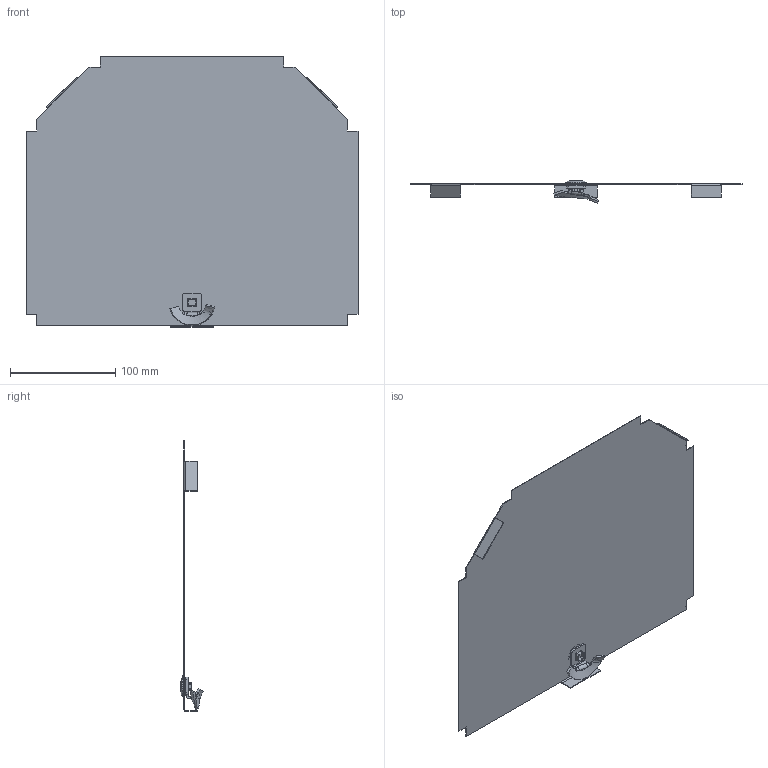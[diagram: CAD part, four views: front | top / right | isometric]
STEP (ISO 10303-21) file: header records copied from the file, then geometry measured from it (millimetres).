
FILE_DESCRIPTION (( 'STEP AP214' ), '1' );
FILE_NAME ('6038604.STEP', '2024-05-24T10:44:50', ( '' ), ( '' ), 'SwSTEP 2.0', 'SolidWorks 2022', '' );
FILE_SCHEMA (( 'AUTOMOTIVE_DESIGN' ));
Length unit declared in the file: millimetre
Products named in the file (4): 109905_quadratisch; 183773_NB 200; 6038604; 099600_Standard
Assembly tree (3 placements, depth 2):
  6038604
    183773_NB 200
    109905_quadratisch
    099600_Standard
Bounding box: 315.6 x 21.36 x 257.55 mm (x, y, z)
Volume: 60477.6 mm3; surface area: 157613.5 mm2
Topology: 3 solids, 3 shells, 162 faces, 410 edges, 257 vertices
Faces by surface type: plane 87, bspline 34, cylinder 24, cone 13, torus 4
Entity records: 7069 total; most frequent: CARTESIAN_POINT 3050, ORIENTED_EDGE 816, DIRECTION 641, EDGE_CURVE 408, VERTEX_POINT 257, LINE 215, VECTOR 215, AXIS2_PLACEMENT_3D 213
